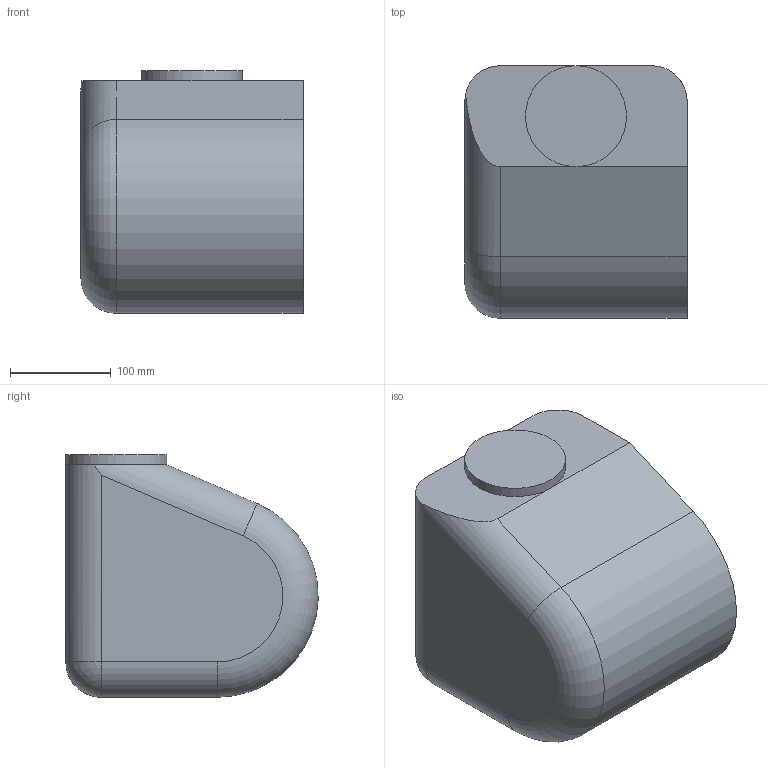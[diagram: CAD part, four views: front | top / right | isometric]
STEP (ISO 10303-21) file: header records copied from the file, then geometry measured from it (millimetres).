
FILE_DESCRIPTION(/* description */ (''),/* implementation_level */ '2;1');
FILE_NAME(/* name */ '3Joint.step',/* time_stamp */ '2021-10-27T13:08:28-06:00',/* author */ (''),/* organization */ (''),/* preprocessor_version */ 'ST-DEVELOPER v18.1',/* originating_system */ 'Autodesk Translation Framework v10.10.0.1391',/* authorisation */ '');
FILE_SCHEMA (('AUTOMOTIVE_DESIGN { 1 0 10303 214 3 1 1 }'));
Length unit declared in the file: millimetre
Products named in the file (1): 3Joint
Bounding box: 220 x 249.95 x 240.18 mm (x, y, z)
Volume: 10734682.7 mm3; surface area: 270398.3 mm2
Topology: 1 solids, 1 shells, 17 faces, 37 edges, 22 vertices
Faces by surface type: plane 8, cylinder 7, torus 1, sphere 1
Full cylindrical faces by diameter (mm): 100 x1
Entity records: 497 total; most frequent: DIRECTION 90, CARTESIAN_POINT 77, ORIENTED_EDGE 74, EDGE_CURVE 37, AXIS2_PLACEMENT_3D 35, VERTEX_POINT 22, LINE 20, VECTOR 20
